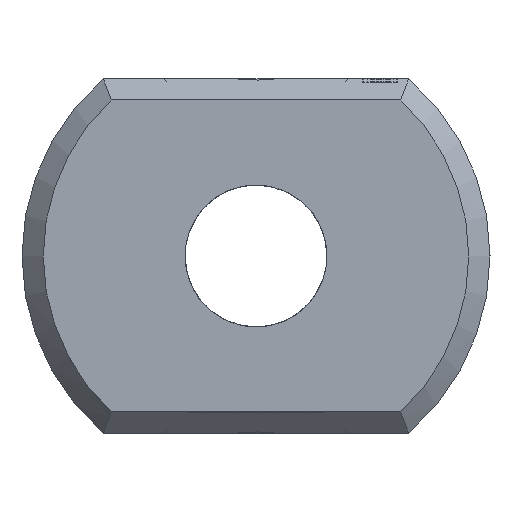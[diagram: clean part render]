
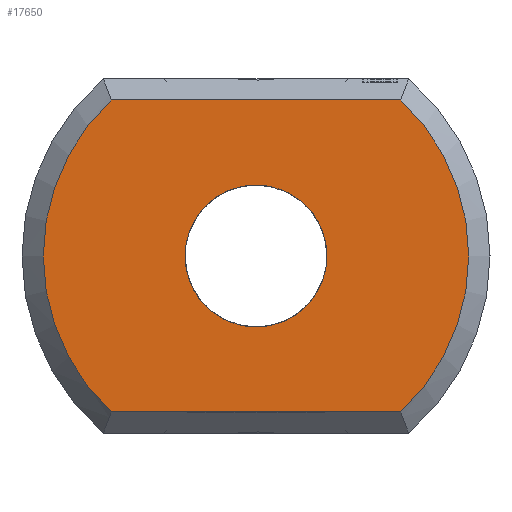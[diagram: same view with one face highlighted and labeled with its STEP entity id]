
A CAD part, left-side view. The second image highlights one B-rep face of the part: STEP entity #17650.
In plain terms, the highlighted planar face has unit normal (-1, 0, 0).
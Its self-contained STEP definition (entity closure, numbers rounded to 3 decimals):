
#4336 = VERTEX_POINT('',#4337);
#4337 = CARTESIAN_POINT('',(0.,-2.04,2.2));
#4346 = VERTEX_POINT('',#4347);
#4347 = CARTESIAN_POINT('',(0.,-2.04,-2.2));
#4354 = EDGE_CURVE('',#4336,#4346,#4355,.T.);
#4355 = CIRCLE('',#4356,3.);
#4356 = AXIS2_PLACEMENT_3D('',#4357,#4358,#4359);
#4357 = CARTESIAN_POINT('',(0.,0.,0.));
#4358 = DIRECTION('',(1.,0.,0.));
#4359 = DIRECTION('',(0.,-0.653,0.758)
  );
#5654 = VERTEX_POINT('',#5655);
#5655 = CARTESIAN_POINT('',(0.,2.04,2.2));
#5662 = EDGE_CURVE('',#4336,#5654,#5663,.T.);
#5663 = LINE('',#5664,#5665);
#5664 = CARTESIAN_POINT('',(0.,-2.154,2.2));
#5665 = VECTOR('',#5666,1.);
#5666 = DIRECTION('',(0.,1.,0.));
#17650 = ADVANCED_FACE('',(#17651,#17670),#17681,.F.);
#17651 = FACE_BOUND('',#17652,.F.);
#17652 = EDGE_LOOP('',(#17653,#17662,#17663,#17664));
#17653 = ORIENTED_EDGE('',*,*,#17654,.T.);
#17654 = EDGE_CURVE('',#17655,#5654,#17657,.T.);
#17655 = VERTEX_POINT('',#17656);
#17656 = CARTESIAN_POINT('',(0.,2.04,-2.2));
#17657 = CIRCLE('',#17658,3.);
#17658 = AXIS2_PLACEMENT_3D('',#17659,#17660,#17661);
#17659 = CARTESIAN_POINT('',(0.,0.,0.));
#17660 = DIRECTION('',(1.,0.,0.));
#17661 = DIRECTION('',(0.,0.653,-0.758)
  );
#17662 = ORIENTED_EDGE('',*,*,#5662,.F.);
#17663 = ORIENTED_EDGE('',*,*,#4354,.T.);
#17664 = ORIENTED_EDGE('',*,*,#17665,.T.);
#17665 = EDGE_CURVE('',#4346,#17655,#17666,.T.);
#17666 = LINE('',#17667,#17668);
#17667 = CARTESIAN_POINT('',(0.,-2.154,-2.2));
#17668 = VECTOR('',#17669,1.);
#17669 = DIRECTION('',(0.,1.,0.));
#17670 = FACE_BOUND('',#17671,.T.);
#17671 = EDGE_LOOP('',(#17672));
#17672 = ORIENTED_EDGE('',*,*,#17673,.T.);
#17673 = EDGE_CURVE('',#17674,#17674,#17676,.T.);
#17674 = VERTEX_POINT('',#17675);
#17675 = CARTESIAN_POINT('',(0.,1.,0.)
  );
#17676 = CIRCLE('',#17677,1.);
#17677 = AXIS2_PLACEMENT_3D('',#17678,#17679,#17680);
#17678 = CARTESIAN_POINT('',(0.,0.,0.));
#17679 = DIRECTION('',(1.,0.,0.));
#17680 = DIRECTION('',(0.,1.,0.));
#17681 = PLANE('',#17682);
#17682 = AXIS2_PLACEMENT_3D('',#17683,#17684,#17685);
#17683 = CARTESIAN_POINT('',(0.,0.,0.));
#17684 = DIRECTION('',(1.,0.,0.));
#17685 = DIRECTION('',(0.,0.,1.));
